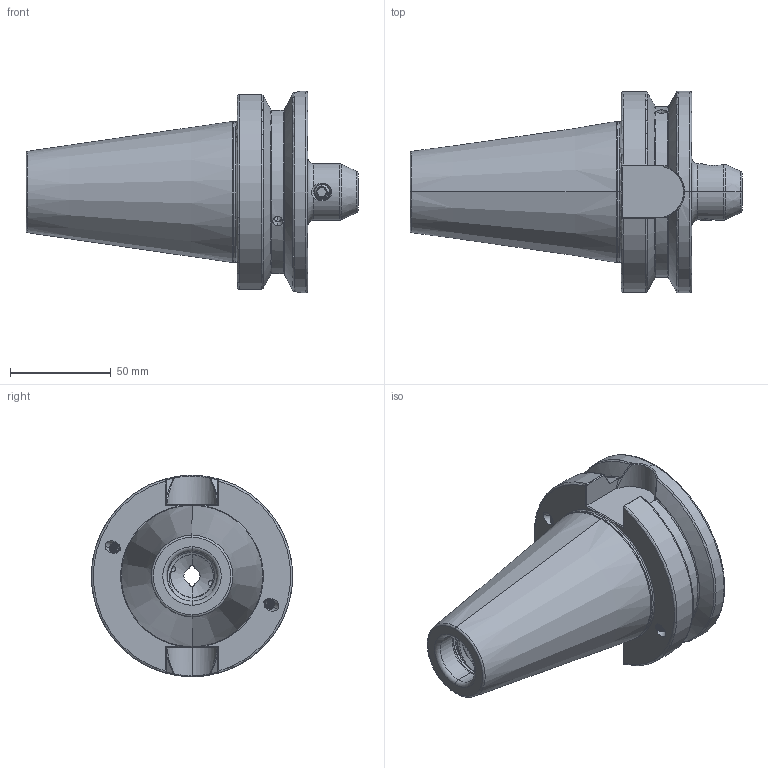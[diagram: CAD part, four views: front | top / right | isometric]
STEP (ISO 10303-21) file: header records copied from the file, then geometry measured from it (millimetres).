
FILE_DESCRIPTION (( 'STEP AP203' ), '1' );
FILE_NAME ('506.04.08.K.STEP', '2016-08-08T05:48:03', ( '' ), ( '' ), 'SwSTEP 2.0', 'SolidWorks 2012', '' );
FILE_SCHEMA (( 'CONFIG_CONTROL_DESIGN' ));
Length unit declared in the file: millimetre
Products named in the file (3): 側固8_M8x1.25_10L; 506.04.08.K
Assembly tree (2 placements, depth 2):
  506.04.08.K
    506.04.08.K
    側固8_M8x1.25_10L
Bounding box: 164.8 x 100 x 100 mm (x, y, z)
Volume: 455469.3 mm3; surface area: 60121.6 mm2
Topology: 2 solids, 2 shells, 300 faces, 818 edges, 518 vertices
Faces by surface type: cylinder 128, plane 56, bspline 41, torus 39, cone 34, sphere 2
Entity records: 22277 total; most frequent: CARTESIAN_POINT 15438, ORIENTED_EDGE 1624, DIRECTION 1087, EDGE_CURVE 812, VERTEX_POINT 518, AXIS2_PLACEMENT_3D 437, EDGE_LOOP 314, FACE_OUTER_BOUND 300
